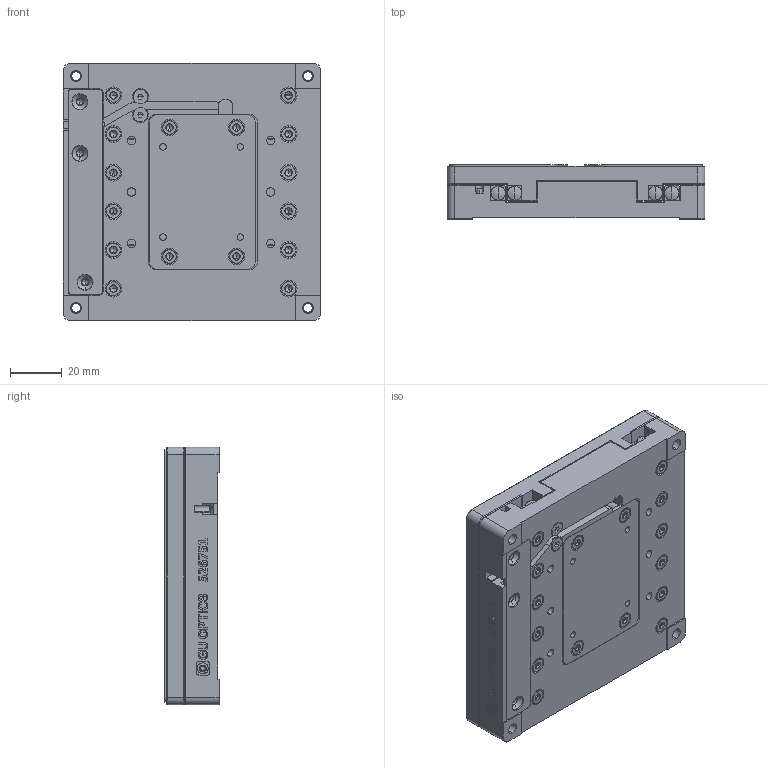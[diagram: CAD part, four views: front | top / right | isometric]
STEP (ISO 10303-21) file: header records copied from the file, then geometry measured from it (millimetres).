
FILE_DESCRIPTION (( 'STEP AP203' ), '1' );
FILE_NAME ('GU-LS-10S 系列平移台 100台面.STEP', '2018-10-26T06:44:26', ( 'user' ), ( '微软中国' ), 'SwSTEP 2.0', 'SolidWorks 2016', '' );
FILE_SCHEMA (( 'CONFIG_CONTROL_DESIGN' ));
Length unit declared in the file: millimetre
Products named in the file (1): GU-LS-10S 炵蹈す痄怢 100怢醱
Bounding box: 100 x 21 x 100 mm (x, y, z)
Surface area: 89916.8 mm2 (no closed solid volume)
Topology: 0 solids, 124 shells, 2748 faces, 6652 edges, 4071 vertices
Faces by surface type: plane 1218, cylinder 778, cone 637, bspline 115
Entity records: 86005 total; most frequent: CARTESIAN_POINT 22091, DIRECTION 13541, ORIENTED_EDGE 12740, EDGE_CURVE 6538, AXIS2_PLACEMENT_3D 5089, VERTEX_POINT 4071, VECTOR 3363, LINE 3363
